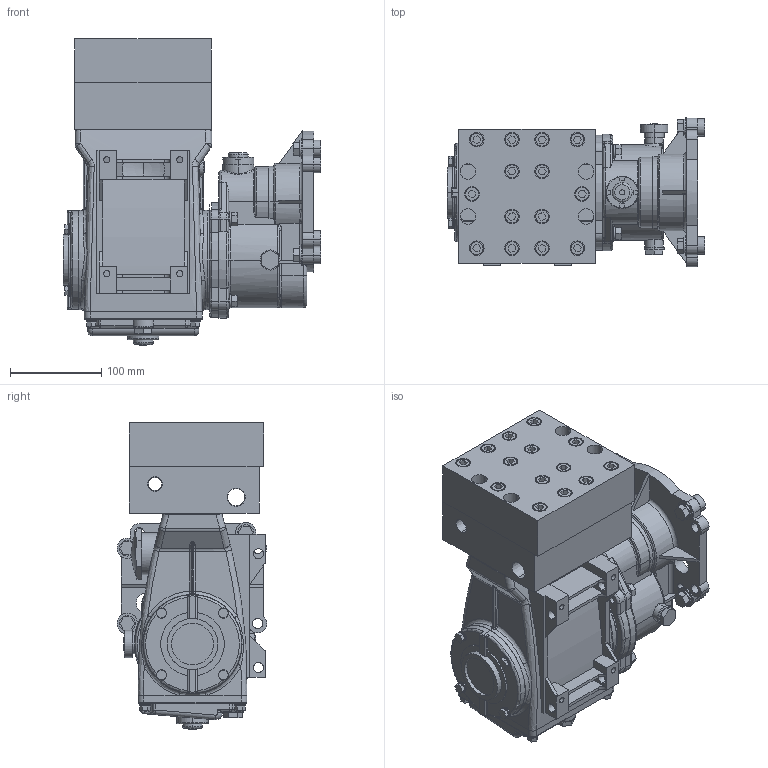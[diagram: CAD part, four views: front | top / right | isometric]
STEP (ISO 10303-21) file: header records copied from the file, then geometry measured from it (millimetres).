
FILE_DESCRIPTION (( 'STEP AP203' ), '1' );
FILE_NAME ('781G1.STEP', '2015-01-08T12:44:03', ( 'IT' ), ( 'Microsoft' ), 'SwSTEP 2.0', 'SolidWorks 2014', '' );
FILE_SCHEMA (( 'CONFIG_CONTROL_DESIGN' ));
Length unit declared in the file: inch
Products named in the file (1): 781G1
Bounding box: 282.95 x 164.13 x 336.17 mm (x, y, z)
Surface area: 437690.3 mm2 (no closed solid volume)
Topology: 0 solids, 20 shells, 1094 faces, 3077 edges, 1922 vertices
Faces by surface type: plane 521, cylinder 392, bspline 82, torus 75, sphere 14, cone 10
Entity records: 40891 total; most frequent: CARTESIAN_POINT 12954, DIRECTION 5975, ORIENTED_EDGE 5502, EDGE_CURVE 3063, AXIS2_PLACEMENT_3D 2171, VERTEX_POINT 1920, VECTOR 1633, LINE 1633
